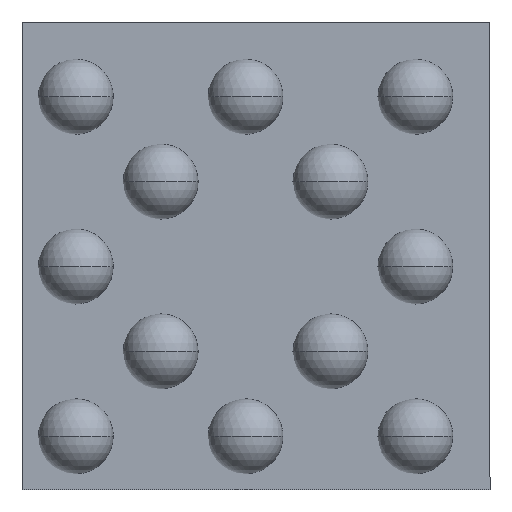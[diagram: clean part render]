
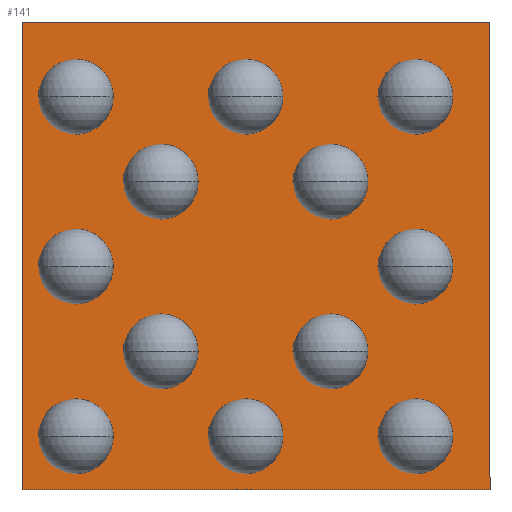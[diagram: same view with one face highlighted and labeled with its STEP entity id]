
A CAD part, front view. The second image highlights one B-rep face of the part: STEP entity #141.
In plain terms, the highlighted planar face has unit normal (0, -1, 0).
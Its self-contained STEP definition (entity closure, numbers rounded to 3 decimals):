
#7 = VECTOR ( 'NONE', #539, 1000. ) ;
#17 = DIRECTION ( 'NONE',  ( 0., 0., -1. ) ) ;
#25 = CARTESIAN_POINT ( 'NONE',  ( 0., 0.195, 0. ) ) ;
#43 = ORIENTED_EDGE ( 'NONE', *, *, #553, .F. ) ;
#51 = EDGE_CURVE ( 'NONE', #338, #290, #513, .T. ) ;
#70 = CARTESIAN_POINT ( 'NONE',  ( -0.78, 0.195, -0.78 ) ) ;
#92 = CARTESIAN_POINT ( 'NONE',  ( 0.78, 0.195, -0.78 ) ) ;
#115 = DIRECTION ( 'NONE',  ( 0., 1., 0. ) ) ;
#116 = VECTOR ( 'NONE', #17, 1000. ) ;
#138 = VECTOR ( 'NONE', #312, 1000. ) ;
#139 = VERTEX_POINT ( 'NONE', #510 ) ;
#141 = ADVANCED_FACE ( 'NONE', ( #404 ), #261, .F. ) ;
#169 = DIRECTION ( 'NONE',  ( 1., 0., 0. ) ) ;
#196 = ORIENTED_EDGE ( 'NONE', *, *, #51, .F. ) ;
#261 = PLANE ( 'NONE',  #393 ) ;
#266 = LINE ( 'NONE', #603, #138 ) ;
#276 = VECTOR ( 'NONE', #169, 1000. ) ;
#290 = VERTEX_POINT ( 'NONE', #326 ) ;
#312 = DIRECTION ( 'NONE',  ( -1., 0., 0. ) ) ;
#326 = CARTESIAN_POINT ( 'NONE',  ( 0.78, 0.195, 0.78 ) ) ;
#332 = ORIENTED_EDGE ( 'NONE', *, *, #405, .F. ) ;
#338 = VERTEX_POINT ( 'NONE', #577 ) ;
#384 = VERTEX_POINT ( 'NONE', #70 ) ;
#385 = EDGE_LOOP ( 'NONE', ( #332, #43, #608, #196 ) ) ;
#393 = AXIS2_PLACEMENT_3D ( 'NONE', #25, #115, #614 ) ;
#404 = FACE_OUTER_BOUND ( 'NONE', #385, .T. ) ;
#405 = EDGE_CURVE ( 'NONE', #384, #338, #487, .T. ) ;
#487 = LINE ( 'NONE', #593, #7 ) ;
#510 = CARTESIAN_POINT ( 'NONE',  ( 0.78, 0.195, -0.78 ) ) ;
#513 = LINE ( 'NONE', #559, #276 ) ;
#524 = EDGE_CURVE ( 'NONE', #290, #139, #587, .T. ) ;
#539 = DIRECTION ( 'NONE',  ( 0., 0., 1. ) ) ;
#553 = EDGE_CURVE ( 'NONE', #139, #384, #266, .T. ) ;
#559 = CARTESIAN_POINT ( 'NONE',  ( -0.78, 0.195, 0.78 ) ) ;
#577 = CARTESIAN_POINT ( 'NONE',  ( -0.78, 0.195, 0.78 ) ) ;
#587 = LINE ( 'NONE', #92, #116 ) ;
#593 = CARTESIAN_POINT ( 'NONE',  ( -0.78, 0.195, -0.78 ) ) ;
#603 = CARTESIAN_POINT ( 'NONE',  ( -0.78, 0.195, -0.78 ) ) ;
#608 = ORIENTED_EDGE ( 'NONE', *, *, #524, .F. ) ;
#614 = DIRECTION ( 'NONE',  ( 0., 0., 1. ) ) ;
